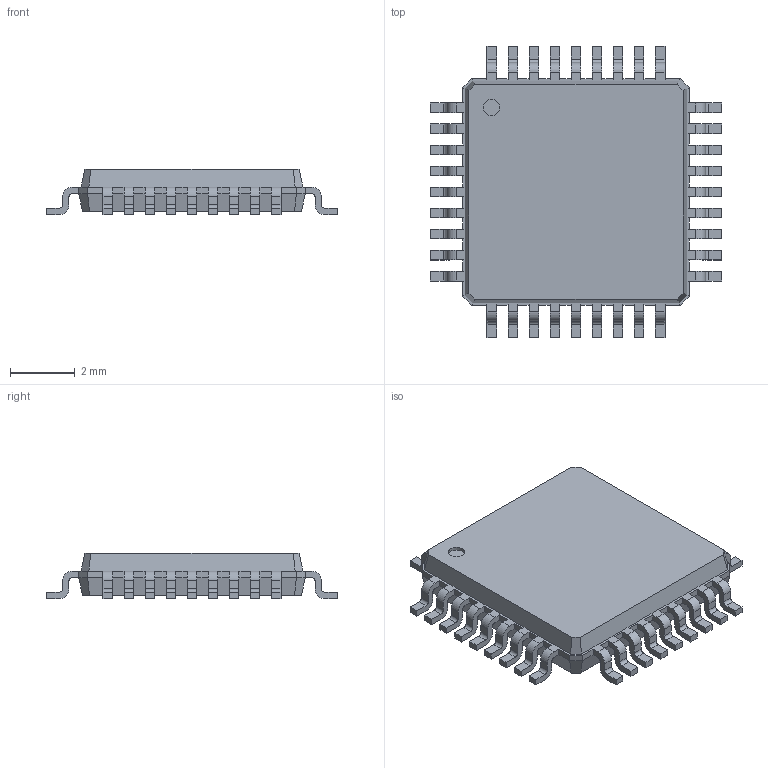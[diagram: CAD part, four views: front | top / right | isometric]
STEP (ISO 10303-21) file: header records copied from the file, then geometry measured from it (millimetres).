
FILE_DESCRIPTION(('FreeCAD Model'),'2;1');
FILE_NAME('lqfp36_7x7_p065.step','2015-12-12T21:47:27' ,('Author'),(''),'Open CASCADE STEP processor 6.8','FreeCAD','Unknown' );
FILE_SCHEMA(('AUTOMOTIVE_DESIGN_CC2 { 1 2 10303 214 -1 1 5 4 }'));
Length unit declared in the file: millimetre
Products named in the file (1): lqfp36_7x7_p065
Bounding box: 9 x 9 x 1.4 mm (x, y, z)
Volume: 63.8 mm3; surface area: 180.3 mm2
Topology: 1 solids, 1 shells, 576 faces, 1551 edges, 978 vertices
Faces by surface type: plane 371, cylinder 145, bspline 60
Full cylindrical faces by diameter (mm): 0.5 x1
Entity records: 42182 total; most frequent: CARTESIAN_POINT 7576, DIRECTION 5581, LINE 3821, VECTOR 3821, ORIENTED_EDGE 3102, PCURVE 3102, DEFINITIONAL_REPRESENTATION 3102, EDGE_CURVE 1551
